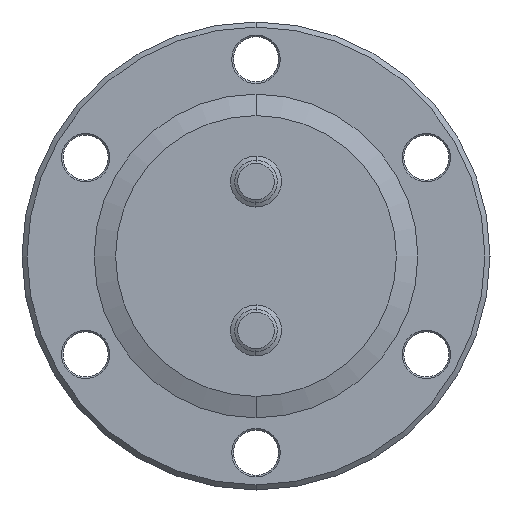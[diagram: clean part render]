
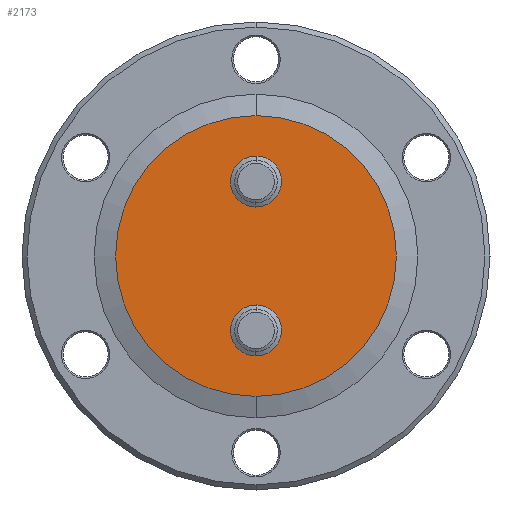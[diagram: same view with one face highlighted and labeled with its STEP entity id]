
A CAD part, front view. The second image highlights one B-rep face of the part: STEP entity #2173.
In plain terms, the highlighted planar face has unit normal (0, -1, 0).
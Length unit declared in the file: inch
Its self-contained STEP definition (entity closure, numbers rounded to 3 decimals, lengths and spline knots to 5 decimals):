
#173 = VERTEX_POINT ( 'NONE', #3404 ) ;
#259 = EDGE_LOOP ( 'NONE', ( #2340, #904 ) ) ;
#272 = DIRECTION ( 'NONE',  ( 0., -1., 0. ) ) ;
#364 = FACE_OUTER_BOUND ( 'NONE', #3226, .T. ) ;
#382 = DIRECTION ( 'NONE',  ( 0., -1., 0. ) ) ;
#404 = CARTESIAN_POINT ( 'NONE',  ( 0., -0.449, -0.4375 ) ) ;
#451 = AXIS2_PLACEMENT_3D ( 'NONE', #5772, #2216, #1095 ) ;
#578 = AXIS2_PLACEMENT_3D ( 'NONE', #882, #4517, #1971 ) ;
#638 = CIRCLE ( 'NONE', #1707, 0.125 ) ;
#882 = CARTESIAN_POINT ( 'NONE',  ( -0.00471, -0.449, -0.56241 ) ) ;
#904 = ORIENTED_EDGE ( 'NONE', *, *, #5519, .F. ) ;
#997 = VERTEX_POINT ( 'NONE', #3217 ) ;
#1012 = AXIS2_PLACEMENT_3D ( 'NONE', #5388, #2212, #2736 ) ;
#1095 = DIRECTION ( 'NONE',  ( 0., 0., -1. ) ) ;
#1257 = ORIENTED_EDGE ( 'NONE', *, *, #2255, .T. ) ;
#1466 = VERTEX_POINT ( 'NONE', #2460 ) ;
#1539 = EDGE_CURVE ( 'NONE', #997, #173, #3863, .T. ) ;
#1580 = EDGE_CURVE ( 'NONE', #5943, #3549, #4048, .T. ) ;
#1707 = AXIS2_PLACEMENT_3D ( 'NONE', #4547, #272, #6610 ) ;
#1790 = CARTESIAN_POINT ( 'NONE',  ( -0.00471, -0.449, -0.56241 ) ) ;
#1874 = CARTESIAN_POINT ( 'NONE',  ( 0., -0.449, -0.825 ) ) ;
#1876 = CIRCLE ( 'NONE', #1012, 0.825 ) ;
#1901 = FACE_BOUND ( 'NONE', #259, .T. ) ;
#1971 = DIRECTION ( 'NONE',  ( -0.038, 0., -0.999 ) ) ;
#2061 = ORIENTED_EDGE ( 'NONE', *, *, #6442, .F. ) ;
#2173 = ADVANCED_FACE ( 'NONE', ( #1901, #364, #3538 ), #3955, .T. ) ;
#2212 = DIRECTION ( 'NONE',  ( 0., -1., 0. ) ) ;
#2216 = DIRECTION ( 'NONE',  ( 0., -1., 0. ) ) ;
#2255 = EDGE_CURVE ( 'NONE', #3549, #5943, #1876, .T. ) ;
#2340 = ORIENTED_EDGE ( 'NONE', *, *, #6562, .F. ) ;
#2460 = CARTESIAN_POINT ( 'NONE',  ( 0.00471, -0.449, -0.31259 ) ) ;
#2736 = DIRECTION ( 'NONE',  ( 0., 0., -1. ) ) ;
#2881 = DIRECTION ( 'NONE',  ( -0.038, 0., -0.999 ) ) ;
#3072 = DIRECTION ( 'NONE',  ( 0., -1., 0. ) ) ;
#3217 = CARTESIAN_POINT ( 'NONE',  ( 0.00471, -0.449, 0.56241 ) ) ;
#3226 = EDGE_LOOP ( 'NONE', ( #4652, #1257 ) ) ;
#3404 = CARTESIAN_POINT ( 'NONE',  ( -0.00471, -0.449, 0.31259 ) ) ;
#3538 = FACE_BOUND ( 'NONE', #5070, .T. ) ;
#3549 = VERTEX_POINT ( 'NONE', #6365 ) ;
#3681 = VERTEX_POINT ( 'NONE', #1790 ) ;
#3795 = AXIS2_PLACEMENT_3D ( 'NONE', #404, #3072, #5170 ) ;
#3863 = CIRCLE ( 'NONE', #5820, 0.125 ) ;
#3955 = PLANE ( 'NONE',  #578 ) ;
#4048 = CIRCLE ( 'NONE', #451, 0.825 ) ;
#4164 = CARTESIAN_POINT ( 'NONE',  ( 0., -0.449, 0.4375 ) ) ;
#4517 = DIRECTION ( 'NONE',  ( 0., -1., 0. ) ) ;
#4547 = CARTESIAN_POINT ( 'NONE',  ( 0., -0.449, 0.4375 ) ) ;
#4652 = ORIENTED_EDGE ( 'NONE', *, *, #1580, .T. ) ;
#4683 = AXIS2_PLACEMENT_3D ( 'NONE', #6049, #382, #2881 ) ;
#5070 = EDGE_LOOP ( 'NONE', ( #5837, #2061 ) ) ;
#5170 = DIRECTION ( 'NONE',  ( -0.038, 0., -0.999 ) ) ;
#5323 = DIRECTION ( 'NONE',  ( 0., -1., 0. ) ) ;
#5388 = CARTESIAN_POINT ( 'NONE',  ( 0., -0.449, 0. ) ) ;
#5519 = EDGE_CURVE ( 'NONE', #1466, #3681, #5754, .T. ) ;
#5754 = CIRCLE ( 'NONE', #4683, 0.125 ) ;
#5772 = CARTESIAN_POINT ( 'NONE',  ( 0., -0.449, 0. ) ) ;
#5820 = AXIS2_PLACEMENT_3D ( 'NONE', #4164, #5323, #6240 ) ;
#5837 = ORIENTED_EDGE ( 'NONE', *, *, #1539, .F. ) ;
#5943 = VERTEX_POINT ( 'NONE', #1874 ) ;
#6049 = CARTESIAN_POINT ( 'NONE',  ( 0., -0.449, -0.4375 ) ) ;
#6240 = DIRECTION ( 'NONE',  ( 0.038, 0., 0.999 ) ) ;
#6365 = CARTESIAN_POINT ( 'NONE',  ( 0., -0.449, 0.825 ) ) ;
#6442 = EDGE_CURVE ( 'NONE', #173, #997, #638, .T. ) ;
#6562 = EDGE_CURVE ( 'NONE', #3681, #1466, #6733, .T. ) ;
#6610 = DIRECTION ( 'NONE',  ( 0.038, 0., 0.999 ) ) ;
#6733 = CIRCLE ( 'NONE', #3795, 0.125 ) ;
